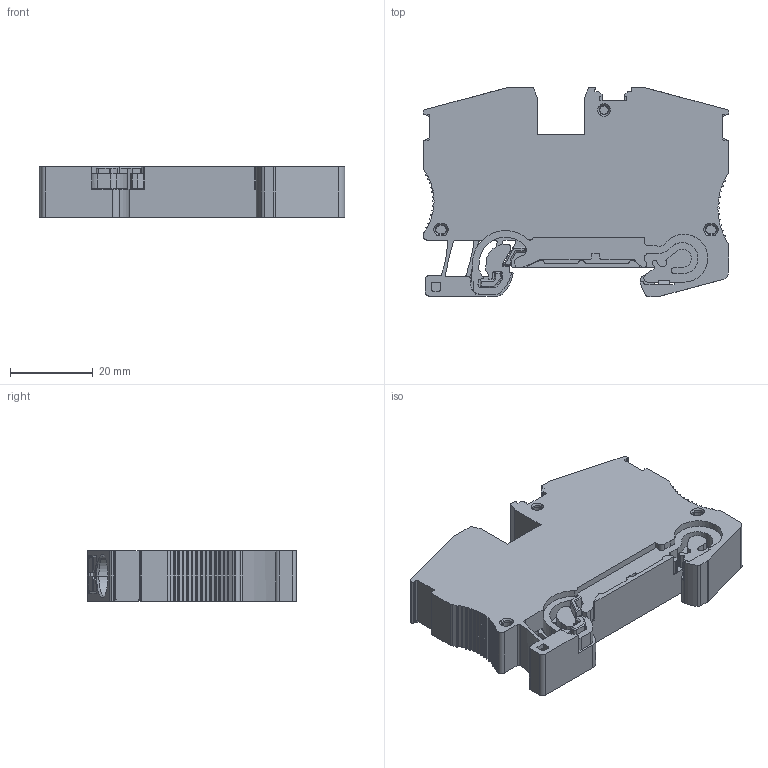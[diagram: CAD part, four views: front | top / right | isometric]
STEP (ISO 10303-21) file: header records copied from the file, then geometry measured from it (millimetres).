
FILE_DESCRIPTION((''),'2;1');
FILE_NAME('UJ6-16JD','2021-11-18T',('Administrator'),(''),'PRO/ENGINEER BY PARAMETRIC TECHNOLOGY CORPORATION, 2013230','PRO/ENGINEER BY PARAMETRIC TECHNOLOGY CORPORATION, 2013230','');
FILE_SCHEMA(('AUTOMOTIVE_DESIGN { 1 0 10303 214 1 1 1 1 }'));
Length unit declared in the file: millimetre
Products named in the file (1): UJ6-16JD
Bounding box: 74 x 50.7 x 12.2 mm (x, y, z)
Volume: 30641.7 mm3; surface area: 16940.3 mm2
Topology: 1 solids, 2 shells, 868 faces, 2644 edges, 1789 vertices
Faces by surface type: plane 550, cylinder 269, cone 43, torus 6
Entity records: 30066 total; most frequent: CARTESIAN_POINT 5488, ORIENTED_EDGE 5284, DIRECTION 5095, EDGE_CURVE 2642, VECTOR 1845, LINE 1845, VERTEX_POINT 1789, AXIS2_PLACEMENT_3D 1625
